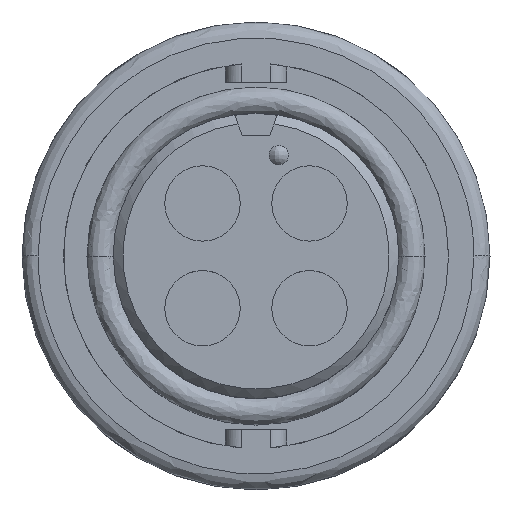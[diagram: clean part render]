
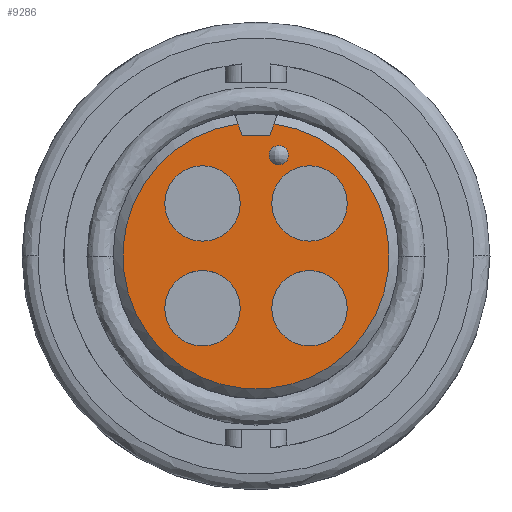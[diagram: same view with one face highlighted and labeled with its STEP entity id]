
A CAD part, top view. The second image highlights one B-rep face of the part: STEP entity #9286.
In plain terms, the highlighted planar face has unit normal (0, 0, 1).
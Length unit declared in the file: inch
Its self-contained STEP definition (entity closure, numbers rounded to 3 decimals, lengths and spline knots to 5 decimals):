
#72 = CARTESIAN_POINT ( 'NONE',  ( 0.0295, -0.098, 0. ) ) ;
#336 = CARTESIAN_POINT ( 'NONE',  ( 0.0295, 0.098, 0. ) ) ;
#507 = CARTESIAN_POINT ( 'NONE',  ( -0.1705, 0.098, 0. ) ) ;
#512 = VERTEX_POINT ( 'NONE', #790 ) ;
#662 = CARTESIAN_POINT ( 'NONE',  ( 0.03371, 0.24671, 0. ) ) ;
#790 = CARTESIAN_POINT ( 'NONE',  ( -0.03371, 0.24671, 0. ) ) ;
#831 = VERTEX_POINT ( 'NONE', #336 ) ;
#844 = VERTEX_POINT ( 'NONE', #1008 ) ;
#865 = VERTEX_POINT ( 'NONE', #662 ) ;
#907 = VERTEX_POINT ( 'NONE', #507 ) ;
#918 = VERTEX_POINT ( 'NONE', #72 ) ;
#1008 = CARTESIAN_POINT ( 'NONE',  ( -0.02581, 0.225, 0. ) ) ;
#1421 = PLANE ( 'NONE',  #10312 ) ;
#1428 = CARTESIAN_POINT ( 'NONE',  ( 0., 0., 0. ) ) ;
#1466 = DIRECTION ( 'NONE',  ( 0., 0., -1. ) ) ;
#1474 = DIRECTION ( 'NONE',  ( -1., 0., 0. ) ) ;
#2191 = CARTESIAN_POINT ( 'NONE',  ( 0.1, -0.098, 0. ) ) ;
#2593 = DIRECTION ( 'NONE',  ( -1., 0., 0. ) ) ;
#2616 = DIRECTION ( 'NONE',  ( 0., 0., 1. ) ) ;
#3469 = CARTESIAN_POINT ( 'NONE',  ( 0.1, 0.098, 0. ) ) ;
#3504 = LINE ( 'NONE', #3505, #7429 ) ;
#3505 = CARTESIAN_POINT ( 'NONE',  ( 0., 0.225, 0. ) ) ;
#3508 = DIRECTION ( 'NONE',  ( 1., 0., 0. ) ) ;
#3610 = DIRECTION ( 'NONE',  ( -1., 0., 0. ) ) ;
#4045 = DIRECTION ( 'NONE',  ( -0.342, -0.94, 0. ) ) ;
#4052 = LINE ( 'NONE', #4053, #7423 ) ;
#4053 = CARTESIAN_POINT ( 'NONE',  ( 0.02581, 0.225, 0. ) ) ;
#4248 = DIRECTION ( 'NONE',  ( 0., 0., 1. ) ) ;
#4689 = CARTESIAN_POINT ( 'NONE',  ( 0., 0., 0. ) ) ;
#4694 = DIRECTION ( 'NONE',  ( 0., 0., -1. ) ) ;
#4698 = DIRECTION ( 'NONE',  ( 0., 1., 0. ) ) ;
#5001 = EDGE_LOOP ( 'NONE', ( #11254, #11070 ) ) ;
#5036 = EDGE_LOOP ( 'NONE', ( #11348, #11410 ) ) ;
#5059 = CARTESIAN_POINT ( 'NONE',  ( -0.1, 0.098, 0. ) ) ;
#5067 = DIRECTION ( 'NONE',  ( 0., 0., 1. ) ) ;
#5130 = DIRECTION ( 'NONE',  ( -1., 0., 0. ) ) ;
#5465 = EDGE_LOOP ( 'NONE', ( #11616, #11038 ) ) ;
#7157 = DIRECTION ( 'NONE',  ( -1., 0., 0. ) ) ;
#7158 = DIRECTION ( 'NONE',  ( 0., 0., 1. ) ) ;
#7161 = CARTESIAN_POINT ( 'NONE',  ( -0.1, -0.098, 0. ) ) ;
#7370 = LINE ( 'NONE', #13819, #10242 ) ;
#7423 = VECTOR ( 'NONE', #4045, 39.37008 ) ;
#7429 = VECTOR ( 'NONE', #3508, 39.37008 ) ;
#7710 = DIRECTION ( 'NONE',  ( 0., 0., 1. ) ) ;
#7770 = DIRECTION ( 'NONE',  ( -1., 0., 0. ) ) ;
#7947 = CARTESIAN_POINT ( 'NONE',  ( -0.1, 0.098, 0. ) ) ;
#7952 = CARTESIAN_POINT ( 'NONE',  ( -0.1, -0.098, 0. ) ) ;
#8028 = DIRECTION ( 'NONE',  ( -1., 0., 0. ) ) ;
#8033 = DIRECTION ( 'NONE',  ( 0., 0., 1. ) ) ;
#8290 = EDGE_CURVE ( 'NONE', #865, #11157, #4052, .T. ) ;
#8313 = EDGE_CURVE ( 'NONE', #844, #11157, #3504, .T. ) ;
#8350 = EDGE_CURVE ( 'NONE', #11571, #831, #8446, .T. ) ;
#8409 = EDGE_CURVE ( 'NONE', #11015, #11581, #9374, .T. ) ;
#8446 = CIRCLE ( 'NONE', #10415, 0.0705 ) ;
#8472 = EDGE_CURVE ( 'NONE', #11581, #11015, #8876, .T. ) ;
#8518 = CIRCLE ( 'NONE', #10056, 0.0705 ) ;
#8534 = EDGE_CURVE ( 'NONE', #11328, #918, #9174, .T. ) ;
#8574 = CIRCLE ( 'NONE', #10220, 0.0705 ) ;
#8590 = CIRCLE ( 'NONE', #10068, 0.0705 ) ;
#8601 = EDGE_CURVE ( 'NONE', #831, #11571, #9291, .T. ) ;
#8712 = CIRCLE ( 'NONE', #10071, 0.0705 ) ;
#8724 = EDGE_CURVE ( 'NONE', #918, #11328, #8712, .T. ) ;
#8728 = EDGE_CURVE ( 'NONE', #11264, #907, #8590, .T. ) ;
#8738 = EDGE_CURVE ( 'NONE', #11645, #11122, #8518, .T. ) ;
#8741 = CIRCLE ( 'NONE', #9905, 0.249 ) ;
#8809 = EDGE_CURVE ( 'NONE', #907, #11264, #9322, .T. ) ;
#8840 = EDGE_CURVE ( 'NONE', #865, #512, #8741, .T. ) ;
#8876 = CIRCLE ( 'NONE', #10386, 0.01809 ) ;
#9131 = EDGE_CURVE ( 'NONE', #11122, #11645, #8574, .T. ) ;
#9150 = EDGE_CURVE ( 'NONE', #844, #512, #7370, .T. ) ;
#9174 = CIRCLE ( 'NONE', #10213, 0.0705 ) ;
#9286 = ADVANCED_FACE ( 'NONE', ( #10324, #10327, #10330, #10335, #10336, #10346 ), #1421, .F. ) ;
#9291 = CIRCLE ( 'NONE', #10154, 0.0705 ) ;
#9322 = CIRCLE ( 'NONE', #9955, 0.0705 ) ;
#9374 = CIRCLE ( 'NONE', #10443, 0.01809 ) ;
#9905 = AXIS2_PLACEMENT_3D ( 'NONE', #4689, #4694, #4698 ) ;
#9955 = AXIS2_PLACEMENT_3D ( 'NONE', #5059, #5067, #5130 ) ;
#10056 = AXIS2_PLACEMENT_3D ( 'NONE', #7952, #8033, #8028 ) ;
#10068 = AXIS2_PLACEMENT_3D ( 'NONE', #7947, #7710, #7770 ) ;
#10071 = AXIS2_PLACEMENT_3D ( 'NONE', #2191, #2616, #2593 ) ;
#10154 = AXIS2_PLACEMENT_3D ( 'NONE', #14445, #14005, #13992 ) ;
#10213 = AXIS2_PLACEMENT_3D ( 'NONE', #12263, #11821, #12002 ) ;
#10220 = AXIS2_PLACEMENT_3D ( 'NONE', #7161, #7158, #7157 ) ;
#10242 = VECTOR ( 'NONE', #13815, 39.37008 ) ;
#10312 = AXIS2_PLACEMENT_3D ( 'NONE', #1428, #1466, #1474 ) ;
#10324 = FACE_BOUND ( 'NONE', #5465, .T. ) ;
#10327 = FACE_BOUND ( 'NONE', #11106, .T. ) ;
#10330 = FACE_BOUND ( 'NONE', #5036, .T. ) ;
#10335 = FACE_BOUND ( 'NONE', #11217, .T. ) ;
#10336 = FACE_BOUND ( 'NONE', #5001, .T. ) ;
#10346 = FACE_OUTER_BOUND ( 'NONE', #11466, .T. ) ;
#10386 = AXIS2_PLACEMENT_3D ( 'NONE', #12714, #12320, #12435 ) ;
#10415 = AXIS2_PLACEMENT_3D ( 'NONE', #3469, #4248, #3610 ) ;
#10443 = AXIS2_PLACEMENT_3D ( 'NONE', #12243, #12201, #12268 ) ;
#11015 = VERTEX_POINT ( 'NONE', #11780 ) ;
#11038 = ORIENTED_EDGE ( 'NONE', *, *, #8409, .F. ) ;
#11040 = ORIENTED_EDGE ( 'NONE', *, *, #8840, .F. ) ;
#11070 = ORIENTED_EDGE ( 'NONE', *, *, #8728, .F. ) ;
#11081 = ORIENTED_EDGE ( 'NONE', *, *, #8313, .F. ) ;
#11106 = EDGE_LOOP ( 'NONE', ( #11270, #11586 ) ) ;
#11109 = ORIENTED_EDGE ( 'NONE', *, *, #8738, .F. ) ;
#11122 = VERTEX_POINT ( 'NONE', #11766 ) ;
#11157 = VERTEX_POINT ( 'NONE', #11758 ) ;
#11217 = EDGE_LOOP ( 'NONE', ( #11109, #11230 ) ) ;
#11230 = ORIENTED_EDGE ( 'NONE', *, *, #9131, .F. ) ;
#11254 = ORIENTED_EDGE ( 'NONE', *, *, #8809, .F. ) ;
#11264 = VERTEX_POINT ( 'NONE', #11745 ) ;
#11270 = ORIENTED_EDGE ( 'NONE', *, *, #8601, .F. ) ;
#11315 = ORIENTED_EDGE ( 'NONE', *, *, #8290, .T. ) ;
#11328 = VERTEX_POINT ( 'NONE', #11735 ) ;
#11348 = ORIENTED_EDGE ( 'NONE', *, *, #8724, .F. ) ;
#11410 = ORIENTED_EDGE ( 'NONE', *, *, #8534, .F. ) ;
#11466 = EDGE_LOOP ( 'NONE', ( #11561, #11040, #11315, #11081 ) ) ;
#11561 = ORIENTED_EDGE ( 'NONE', *, *, #9150, .T. ) ;
#11571 = VERTEX_POINT ( 'NONE', #11690 ) ;
#11581 = VERTEX_POINT ( 'NONE', #11686 ) ;
#11586 = ORIENTED_EDGE ( 'NONE', *, *, #8350, .F. ) ;
#11616 = ORIENTED_EDGE ( 'NONE', *, *, #8472, .F. ) ;
#11645 = VERTEX_POINT ( 'NONE', #11676 ) ;
#11676 = CARTESIAN_POINT ( 'NONE',  ( -0.1705, -0.098, 0. ) ) ;
#11686 = CARTESIAN_POINT ( 'NONE',  ( 0.02437, 0.18818, 0. ) ) ;
#11690 = CARTESIAN_POINT ( 'NONE',  ( 0.1705, 0.098, 0. ) ) ;
#11735 = CARTESIAN_POINT ( 'NONE',  ( 0.1705, -0.098, 0. ) ) ;
#11745 = CARTESIAN_POINT ( 'NONE',  ( -0.0295, 0.098, 0. ) ) ;
#11758 = CARTESIAN_POINT ( 'NONE',  ( 0.02581, 0.225, 0. ) ) ;
#11766 = CARTESIAN_POINT ( 'NONE',  ( -0.0295, -0.098, 0. ) ) ;
#11780 = CARTESIAN_POINT ( 'NONE',  ( 0.06054, 0.18818, 0. ) ) ;
#11821 = DIRECTION ( 'NONE',  ( 0., 0., 1. ) ) ;
#12002 = DIRECTION ( 'NONE',  ( -1., 0., 0. ) ) ;
#12201 = DIRECTION ( 'NONE',  ( 0., 0., 1. ) ) ;
#12243 = CARTESIAN_POINT ( 'NONE',  ( 0.04246, 0.18818, 0. ) ) ;
#12263 = CARTESIAN_POINT ( 'NONE',  ( 0.1, -0.098, 0. ) ) ;
#12268 = DIRECTION ( 'NONE',  ( -1., 0., 0. ) ) ;
#12320 = DIRECTION ( 'NONE',  ( 0., 0., 1. ) ) ;
#12435 = DIRECTION ( 'NONE',  ( -1., 0., 0. ) ) ;
#12714 = CARTESIAN_POINT ( 'NONE',  ( 0.04246, 0.18818, 0. ) ) ;
#13815 = DIRECTION ( 'NONE',  ( -0.342, 0.94, 0. ) ) ;
#13819 = CARTESIAN_POINT ( 'NONE',  ( -0.02581, 0.225, 0. ) ) ;
#13992 = DIRECTION ( 'NONE',  ( -1., 0., 0. ) ) ;
#14005 = DIRECTION ( 'NONE',  ( 0., 0., 1. ) ) ;
#14445 = CARTESIAN_POINT ( 'NONE',  ( 0.1, 0.098, 0. ) ) ;
